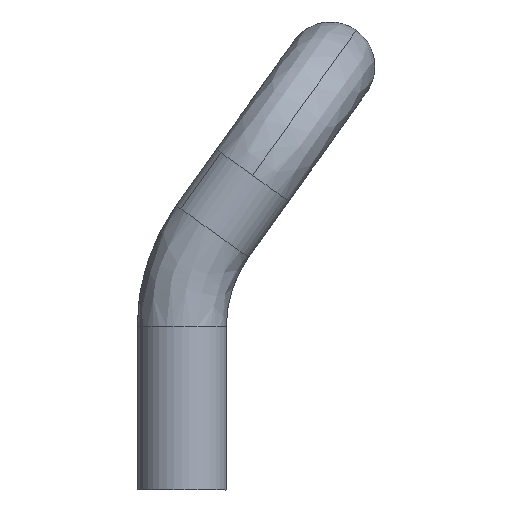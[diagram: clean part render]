
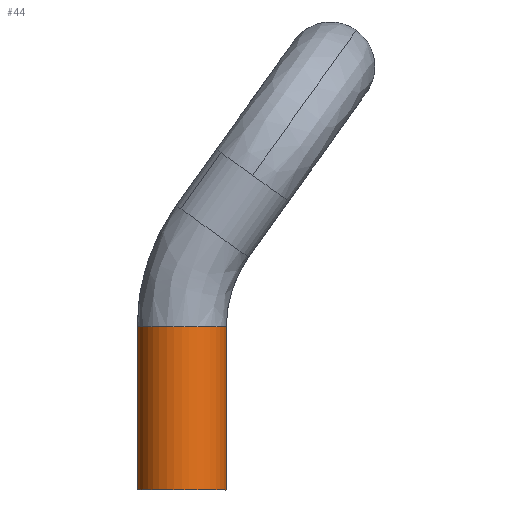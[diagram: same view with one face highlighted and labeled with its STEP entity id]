
A CAD part, left-side view. The second image highlights one B-rep face of the part: STEP entity #44.
In plain terms, the highlighted cylindrical face has radius 3 mm (diameter 6 mm), a partial arc.
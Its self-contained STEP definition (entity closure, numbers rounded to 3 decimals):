
#44=ADVANCED_FACE('',(#109),#108,.T.);
#108=CYLINDRICAL_SURFACE('',#353,3.);
#109=FACE_OUTER_BOUND('',#354,.T.);
#350=CARTESIAN_POINT('',(-40.,10.,-20.));
#351=DIRECTION('',(0.,0.,1.));
#352=DIRECTION('',(0.,1.,0.));
#353=AXIS2_PLACEMENT_3D('',#350,#351,#352);
#354=EDGE_LOOP('',(#620,#621,#622,#623));
#620=ORIENTED_EDGE('',*,*,#746,.F.);
#621=ORIENTED_EDGE('',*,*,#747,.F.);
#622=ORIENTED_EDGE('',*,*,#743,.T.);
#623=ORIENTED_EDGE('',*,*,#748,.T.);
#743=EDGE_CURVE('',#854,#853,#861,.T.);
#746=EDGE_CURVE('',#881,#882,#883,.T.);
#747=EDGE_CURVE('',#854,#881,#889,.T.);
#748=EDGE_CURVE('',#853,#882,#895,.T.);
#853=VERTEX_POINT('',#1256);
#854=VERTEX_POINT('',#1257);
#861=CIRCLE('',#1265,3.);
#881=VERTEX_POINT('',#1276);
#882=VERTEX_POINT('',#1277);
#883=CIRCLE('',#1281,3.);
#889=(BOUNDED_CURVE() B_SPLINE_CURVE(1,(#1282,#1283),.UNSPECIFIED.,.F.,.F.) B_SPLINE_CURVE_WITH_KNOTS((2,2),(0.083,0.917),.UNSPECIFIED.) CURVE() GEOMETRIC_REPRESENTATION_ITEM() RATIONAL_B_SPLINE_CURVE((1.,1.)) REPRESENTATION_ITEM('') );
#895=(BOUNDED_CURVE() B_SPLINE_CURVE(1,(#1284,#1285),.UNSPECIFIED.,.F.,.F.) B_SPLINE_CURVE_WITH_KNOTS((2,2),(0.083,0.917),.UNSPECIFIED.) CURVE() GEOMETRIC_REPRESENTATION_ITEM() RATIONAL_B_SPLINE_CURVE((0.75,0.75)) REPRESENTATION_ITEM('') );
#1256=CARTESIAN_POINT('',(-40.,7.,-25.5));
#1257=CARTESIAN_POINT('',(-40.,13.,-25.5));
#1262=CARTESIAN_POINT('',(-40.,10.,-25.5));
#1263=DIRECTION('',(0.,0.,1.));
#1264=DIRECTION('',(0.,1.,0.));
#1265=AXIS2_PLACEMENT_3D('',#1262,#1263,#1264);
#1276=CARTESIAN_POINT('',(-40.,13.,-14.5));
#1277=CARTESIAN_POINT('',(-40.,7.,-14.5));
#1278=CARTESIAN_POINT('',(-40.,10.,-14.5));
#1279=DIRECTION('',(0.,0.,1.));
#1280=DIRECTION('',(1.,0.,0.));
#1281=AXIS2_PLACEMENT_3D('',#1278,#1279,#1280);
#1282=CARTESIAN_POINT('',(-40.,13.,-25.5));
#1283=CARTESIAN_POINT('',(-40.,13.,-14.5));
#1284=CARTESIAN_POINT('',(-40.,7.,-25.5));
#1285=CARTESIAN_POINT('',(-40.,7.,-14.5));
